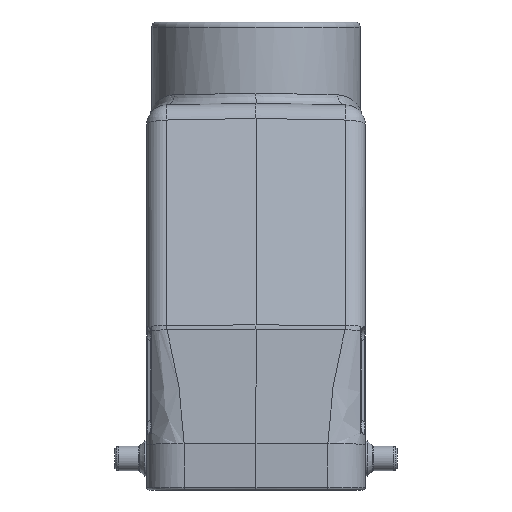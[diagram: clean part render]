
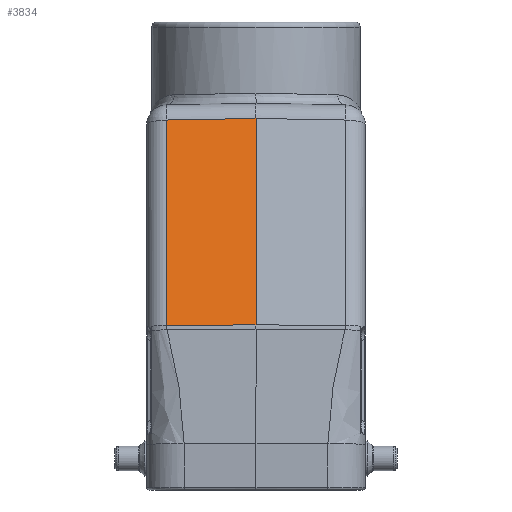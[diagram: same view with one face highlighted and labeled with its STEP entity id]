
A CAD part, left-side view. The second image highlights one B-rep face of the part: STEP entity #3834.
In plain terms, the highlighted planar face has unit normal (-0.966, 0.018, 0.259).
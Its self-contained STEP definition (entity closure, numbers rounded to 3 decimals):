
#3834=ADVANCED_FACE('',(#4550),#4354,.T.);
#4354=PLANE('',#15513);
#4550=FACE_OUTER_BOUND('',#5054,.T.);
#5054=EDGE_LOOP('',(#5968,#5969,#5970,#5971));
#5968=ORIENTED_EDGE('',*,*,#9130,.T.);
#5969=ORIENTED_EDGE('',*,*,#9131,.T.);
#5970=ORIENTED_EDGE('',*,*,#9132,.T.);
#5971=ORIENTED_EDGE('',*,*,#9133,.T.);
#8345=VERTEX_POINT('',#21460);
#8346=VERTEX_POINT('',#21461);
#8347=VERTEX_POINT('',#21463);
#8348=VERTEX_POINT('',#21465);
#9130=EDGE_CURVE('',#8345,#8346,#12511,.T.);
#9131=EDGE_CURVE('',#8346,#8347,#12512,.T.);
#9132=EDGE_CURVE('',#8347,#8348,#12513,.T.);
#9133=EDGE_CURVE('',#8348,#8345,#12514,.T.);
#12511=LINE('',#21459,#13267);
#12512=LINE('',#21462,#13268);
#12513=LINE('',#21464,#13269);
#12514=LINE('',#21466,#13270);
#13267=VECTOR('',#16783,1.);
#13268=VECTOR('',#16784,1.);
#13269=VECTOR('',#16785,1.);
#13270=VECTOR('',#16786,1.);
#15513=AXIS2_PLACEMENT_3D('',#21467,#16787,#16788);
#16783=DIRECTION('',(-0.259,0.,-0.966));
#16784=DIRECTION('',(-0.017,-1.,0.003));
#16785=DIRECTION('',(0.259,0.,0.966));
#16786=DIRECTION('',(0.013,1.,-0.017));
#16787=DIRECTION('',(-0.966,0.017,0.259));
#16788=DIRECTION('',(0.259,0.,0.966));
#21459=CARTESIAN_POINT('',(-44.704,17.57,22.771));
#21460=CARTESIAN_POINT('',(-33.769,17.57,63.579));
#21461=CARTESIAN_POINT('',(-44.576,17.57,23.247));
#21462=CARTESIAN_POINT('',(-44.88,-0.001,23.299));
#21463=CARTESIAN_POINT('',(-44.88,0.,23.299));
#21464=CARTESIAN_POINT('',(-45.,0.,22.85));
#21465=CARTESIAN_POINT('',(-34.005,0.,63.886));
#21466=CARTESIAN_POINT('',(-33.997,0.569,63.876));
#21467=CARTESIAN_POINT('',(-45.,0.,22.85));
